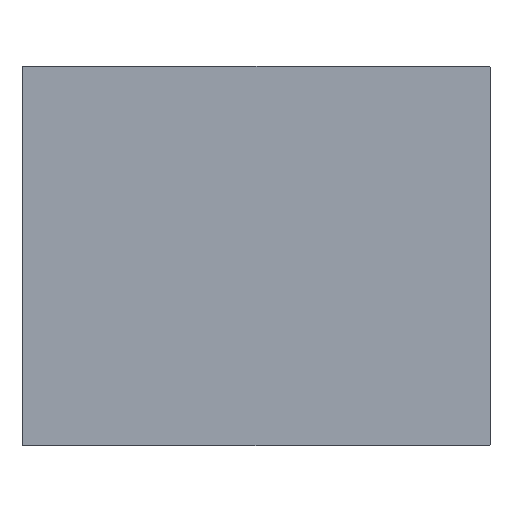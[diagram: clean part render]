
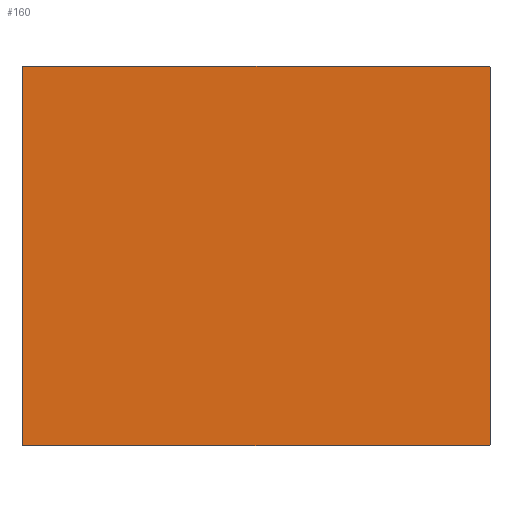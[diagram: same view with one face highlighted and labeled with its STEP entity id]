
A CAD part, front view. The second image highlights one B-rep face of the part: STEP entity #160.
In plain terms, the highlighted planar face has unit normal (0, -1, 0).
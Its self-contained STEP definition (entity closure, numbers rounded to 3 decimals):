
#1=DIRECTION('',(1.,0.,0.));
#2=VECTOR('',#1,553.);
#3=CARTESIAN_POINT('',(1.,0.,0.));
#4=LINE('',#3,#2);
#5=CARTESIAN_POINT('',(554.,0.,-1.));
#6=DIRECTION('',(0.,1.,0.));
#7=DIRECTION('',(0.,0.,1.));
#8=AXIS2_PLACEMENT_3D('',#5,#6,#7);
#10=DIRECTION('',(0.,0.,-1.));
#11=VECTOR('',#10,448.);
#12=CARTESIAN_POINT('',(555.,0.,-1.));
#13=LINE('',#12,#11);
#14=CARTESIAN_POINT('',(554.,0.,-449.));
#15=DIRECTION('',(0.,1.,0.));
#16=DIRECTION('',(1.,0.,0.));
#17=AXIS2_PLACEMENT_3D('',#14,#15,#16);
#19=DIRECTION('',(-1.,0.,0.));
#20=VECTOR('',#19,553.);
#21=CARTESIAN_POINT('',(554.,0.,-450.));
#22=LINE('',#21,#20);
#23=CARTESIAN_POINT('',(1.,0.,-449.));
#24=DIRECTION('',(0.,1.,0.));
#25=DIRECTION('',(0.,0.,-1.));
#26=AXIS2_PLACEMENT_3D('',#23,#24,#25);
#28=DIRECTION('',(0.,0.,1.));
#29=VECTOR('',#28,448.);
#30=CARTESIAN_POINT('',(0.,0.,-449.));
#31=LINE('',#30,#29);
#32=CARTESIAN_POINT('',(1.,0.,-1.));
#33=DIRECTION('',(0.,1.,0.));
#34=DIRECTION('',(-1.,0.,0.));
#35=AXIS2_PLACEMENT_3D('',#32,#33,#34);
#105=CARTESIAN_POINT('',(1.,0.,0.));
#106=CARTESIAN_POINT('',(554.,0.,0.));
#107=VERTEX_POINT('',#105);
#108=VERTEX_POINT('',#106);
#109=CARTESIAN_POINT('',(555.,0.,-1.));
#110=VERTEX_POINT('',#109);
#111=CARTESIAN_POINT('',(555.,0.,-449.));
#112=VERTEX_POINT('',#111);
#113=CARTESIAN_POINT('',(554.,0.,-450.));
#114=VERTEX_POINT('',#113);
#115=CARTESIAN_POINT('',(1.,0.,-450.));
#116=VERTEX_POINT('',#115);
#117=CARTESIAN_POINT('',(0.,0.,-449.));
#118=VERTEX_POINT('',#117);
#119=CARTESIAN_POINT('',(0.,0.,-1.));
#120=VERTEX_POINT('',#119);
#137=CARTESIAN_POINT('',(0.,0.,0.));
#138=DIRECTION('',(0.,1.,0.));
#139=DIRECTION('',(1.,0.,0.));
#140=AXIS2_PLACEMENT_3D('',#137,#138,#139);
#141=PLANE('',#140);
#143=ORIENTED_EDGE('',*,*,#142,.T.);
#145=ORIENTED_EDGE('',*,*,#144,.T.);
#147=ORIENTED_EDGE('',*,*,#146,.T.);
#149=ORIENTED_EDGE('',*,*,#148,.T.);
#151=ORIENTED_EDGE('',*,*,#150,.T.);
#153=ORIENTED_EDGE('',*,*,#152,.T.);
#155=ORIENTED_EDGE('',*,*,#154,.T.);
#157=ORIENTED_EDGE('',*,*,#156,.T.);
#158=EDGE_LOOP('',(#143,#145,#147,#149,#151,#153,#155,#157));
#159=FACE_OUTER_BOUND('',#158,.F.);
#9=CIRCLE('',#8,1.);
#18=CIRCLE('',#17,1.);
#27=CIRCLE('',#26,1.);
#36=CIRCLE('',#35,1.);
#142=EDGE_CURVE('',#107,#108,#4,.T.);
#144=EDGE_CURVE('',#108,#110,#9,.T.);
#146=EDGE_CURVE('',#110,#112,#13,.T.);
#148=EDGE_CURVE('',#112,#114,#18,.T.);
#150=EDGE_CURVE('',#114,#116,#22,.T.);
#152=EDGE_CURVE('',#116,#118,#27,.T.);
#154=EDGE_CURVE('',#118,#120,#31,.T.);
#156=EDGE_CURVE('',#120,#107,#36,.T.);
#160=ADVANCED_FACE('',(#159),#141,.F.);
